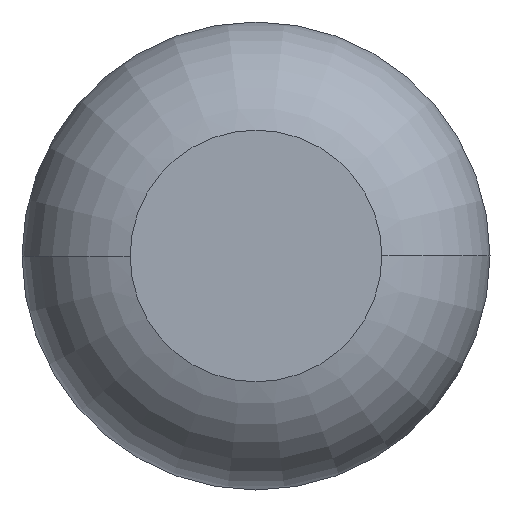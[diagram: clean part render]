
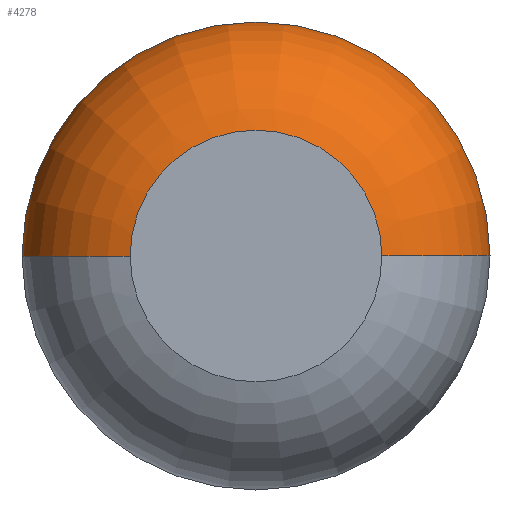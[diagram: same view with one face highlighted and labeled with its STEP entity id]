
A CAD part, front view. The second image highlights one B-rep face of the part: STEP entity #4278.
In plain terms, the highlighted toroidal (fillet/blend) face has major radius 0.61 mm and minor radius 0.97 mm.
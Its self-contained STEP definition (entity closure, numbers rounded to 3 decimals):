
#19 = ORIENTED_EDGE ( 'NONE', *, *, #3770, .T. ) ;
#100 = VERTEX_POINT ( 'NONE', #2818 ) ;
#138 = VERTEX_POINT ( 'NONE', #3049 ) ;
#187 = AXIS2_PLACEMENT_3D ( 'NONE', #3548, #570, #2900 ) ;
#275 = DIRECTION ( 'NONE',  ( -1., 0., 0. ) ) ;
#337 = DIRECTION ( 'NONE',  ( 0., 1., 0. ) ) ;
#355 = CIRCLE ( 'NONE', #187, 0.97 ) ;
#390 = VERTEX_POINT ( 'NONE', #1773 ) ;
#401 = AXIS2_PLACEMENT_3D ( 'NONE', #3640, #337, #1327 ) ;
#459 = CARTESIAN_POINT ( 'NONE',  ( 0., -27.16, 0. ) ) ;
#570 = DIRECTION ( 'NONE',  ( 0., 0., 1. ) ) ;
#592 = DIRECTION ( 'NONE',  ( 0., -1., 0. ) ) ;
#638 = VERTEX_POINT ( 'NONE', #893 ) ;
#645 = EDGE_CURVE ( 'Defeature ausgef�hrt6_0+Defeature ausgef�hrt6_1+Defeature ausgef�hrt6_1+Defeature ausgef�hrt6_1', #638, #1163, #1452, .T. ) ;
#655 = FACE_OUTER_BOUND ( 'NONE', #3817, .T. ) ;
#659 = CIRCLE ( 'NONE', #2955, 0.85 ) ;
#785 = DIRECTION ( 'NONE',  ( 0., 0., -1. ) ) ;
#893 = CARTESIAN_POINT ( 'NONE',  ( -1.58, -26.22, 0. ) ) ;
#967 = DIRECTION ( 'NONE',  ( 0., 0., -1. ) ) ;
#1163 = VERTEX_POINT ( 'NONE', #1815 ) ;
#1277 = DIRECTION ( 'NONE',  ( 0., 1., 0. ) ) ;
#1327 = DIRECTION ( 'NONE',  ( -1., 0., 0. ) ) ;
#1452 = CIRCLE ( 'NONE', #2672, 1.58 ) ;
#1538 = ORIENTED_EDGE ( 'NONE', *, *, #2742, .F. ) ;
#1773 = CARTESIAN_POINT ( 'NONE',  ( -0.85, -27.16, 0. ) ) ;
#1780 = DIRECTION ( 'NONE',  ( 0., 0., -1. ) ) ;
#1815 = CARTESIAN_POINT ( 'NONE',  ( 1.58, -26.22, 0. ) ) ;
#1960 = CARTESIAN_POINT ( 'NONE',  ( 0., -27.16, 0. ) ) ;
#2111 = CARTESIAN_POINT ( 'NONE',  ( -0.61, -26.22, 0. ) ) ;
#2209 = ORIENTED_EDGE ( 'NONE', *, *, #2549, .F. ) ;
#2476 = DIRECTION ( 'NONE',  ( 0., -1., 0. ) ) ;
#2549 = EDGE_CURVE ( 'NONE', #390, #638, #3164, .T. ) ;
#2672 = AXIS2_PLACEMENT_3D ( 'NONE', #3286, #1277, #275 ) ;
#2742 = EDGE_CURVE ( 'Defeature ausgef�hrt6_6+Defeature ausgef�hrt6_1+Defeature ausgef�hrt6_1+Defeature ausgef�hrt6_1', #100, #390, #659, .T. ) ;
#2818 = CARTESIAN_POINT ( 'NONE',  ( 0., -27.16, 0.85 ) ) ;
#2900 = DIRECTION ( 'NONE',  ( 1., 0., 0. ) ) ;
#2955 = AXIS2_PLACEMENT_3D ( 'NONE', #1960, #592, #967 ) ;
#3049 = CARTESIAN_POINT ( 'NONE',  ( 0.85, -27.16, 0. ) ) ;
#3164 = CIRCLE ( 'NONE', #4150, 0.97 ) ;
#3286 = CARTESIAN_POINT ( 'NONE',  ( 0., -26.22, 0. ) ) ;
#3387 = ORIENTED_EDGE ( 'NONE', *, *, #645, .F. ) ;
#3463 = CIRCLE ( 'NONE', #3649, 0.85 ) ;
#3548 = CARTESIAN_POINT ( 'NONE',  ( 0.61, -26.22, 0. ) ) ;
#3640 = CARTESIAN_POINT ( 'NONE',  ( 0., -26.22, 0. ) ) ;
#3649 = AXIS2_PLACEMENT_3D ( 'NONE', #459, #2476, #1780 ) ;
#3770 = EDGE_CURVE ( 'NONE', #138, #1163, #355, .T. ) ;
#3817 = EDGE_LOOP ( 'NONE', ( #4258, #19, #3387, #2209, #1538 ) ) ;
#3868 = DIRECTION ( 'NONE',  ( -1., 0., 0. ) ) ;
#3928 = EDGE_CURVE ( 'Defeature ausgef�hrt6_6+Defeature ausgef�hrt6_1+Defeature ausgef�hrt6_1+Defeature ausgef�hrt6_1', #138, #100, #3463, .T. ) ;
#4150 = AXIS2_PLACEMENT_3D ( 'NONE', #2111, #785, #3868 ) ;
#4258 = ORIENTED_EDGE ( 'NONE', *, *, #3928, .F. ) ;
#4278 = ADVANCED_FACE ( 'Defeature ausgef�hrt6_1', ( #655 ), #4281, .T. ) ;
#4281 = TOROIDAL_SURFACE ( 'NONE', #401, 0.61, 0.97 ) ;
